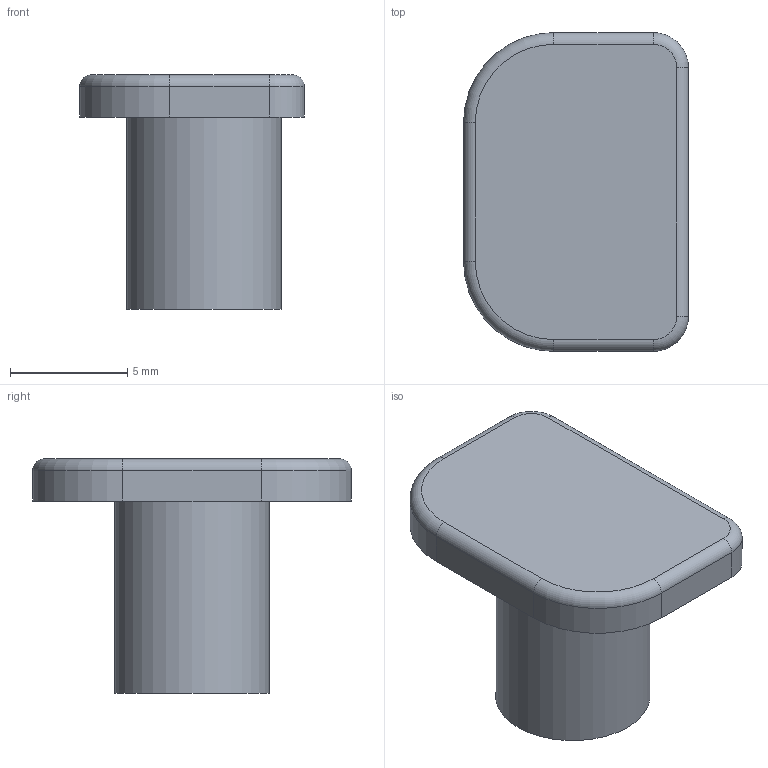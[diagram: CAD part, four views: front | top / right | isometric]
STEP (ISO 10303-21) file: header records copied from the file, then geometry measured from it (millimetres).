
FILE_DESCRIPTION(('FreeCAD Model'),'2;1');
FILE_NAME('Open CASCADE Shape Model','2025-11-21T13:16:03',(''),(''), 'Open CASCADE STEP processor 7.8','FreeCAD','Unknown');
FILE_SCHEMA(('AUTOMOTIVE_DESIGN { 1 0 10303 214 1 1 1 1 }'));
Length unit declared in the file: millimetre
Products named in the file (1): Fillet
Bounding box: 9.6 x 13.6 x 10 mm (x, y, z)
Volume: 500.2 mm3; surface area: 482.7 mm2
Topology: 1 solids, 1 shells, 20 faces, 43 edges, 26 vertices
Faces by surface type: cylinder 9, plane 7, torus 4
Full cylindrical faces by diameter (mm): 6.6 x1
Entity records: 567 total; most frequent: DIRECTION 107, CARTESIAN_POINT 90, ORIENTED_EDGE 86, AXIS2_PLACEMENT_3D 43, EDGE_CURVE 43, VERTEX_POINT 26, CIRCLE 22, FACE_BOUND 21
